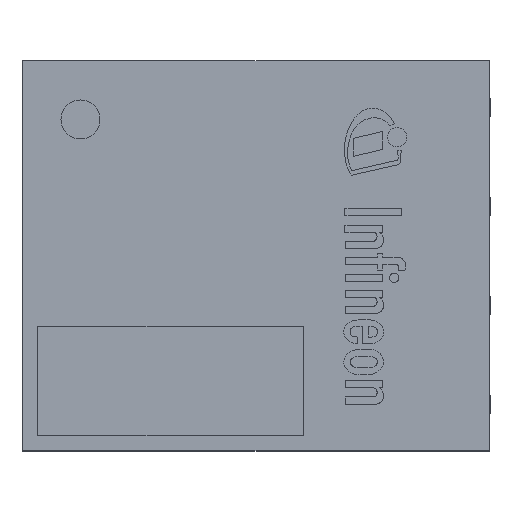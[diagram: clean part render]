
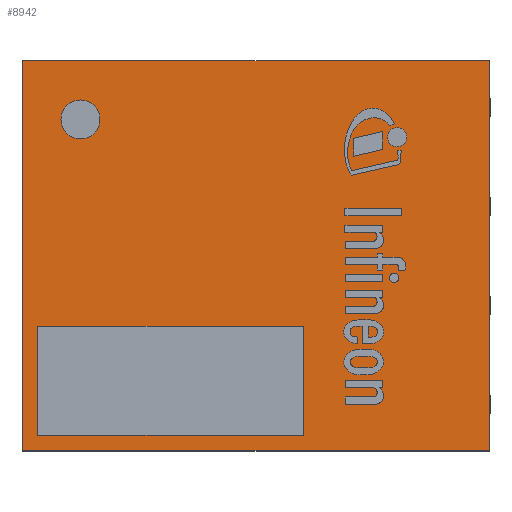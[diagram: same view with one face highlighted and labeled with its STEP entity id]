
A CAD part, top view. The second image highlights one B-rep face of the part: STEP entity #8942.
In plain terms, the highlighted planar face has unit normal (0, 0, 1).
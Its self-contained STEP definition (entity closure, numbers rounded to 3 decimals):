
#301=FACE_BOUND('',#1229,.T.);
#307=PLANE('',#9483);
#716=FACE_OUTER_BOUND('',#1228,.T.);
#1228=EDGE_LOOP('',(#6249,#6250,#6251,#6252));
#1229=EDGE_LOOP('',(#6253));
#1744=LINE('',#12155,#2841);
#1745=LINE('',#12157,#2842);
#1746=LINE('',#12159,#2843);
#1747=LINE('',#12160,#2844);
#2841=VECTOR('',#10014,1.);
#2842=VECTOR('',#10015,1.);
#2843=VECTOR('',#10016,1.);
#2844=VECTOR('',#10017,1.);
#3937=CIRCLE('',#9480,0.25);
#4029=VERTEX_POINT('',#12146);
#4031=VERTEX_POINT('',#12153);
#4032=VERTEX_POINT('',#12154);
#4033=VERTEX_POINT('',#12156);
#4034=VERTEX_POINT('',#12158);
#4907=EDGE_CURVE('',#4029,#4029,#3937,.T.);
#4910=EDGE_CURVE('',#4031,#4032,#1744,.T.);
#4911=EDGE_CURVE('',#4032,#4033,#1745,.T.);
#4912=EDGE_CURVE('',#4033,#4034,#1746,.T.);
#4913=EDGE_CURVE('',#4034,#4031,#1747,.T.);
#6249=ORIENTED_EDGE('',*,*,#4910,.T.);
#6250=ORIENTED_EDGE('',*,*,#4911,.T.);
#6251=ORIENTED_EDGE('',*,*,#4912,.T.);
#6252=ORIENTED_EDGE('',*,*,#4913,.T.);
#6253=ORIENTED_EDGE('',*,*,#4907,.T.);
#8942=ADVANCED_FACE('',(#716,#301),#307,.T.);
#9480=AXIS2_PLACEMENT_3D('',#12147,#10005,#10006);
#9483=AXIS2_PLACEMENT_3D('',#12152,#10012,#10013);
#10005=DIRECTION('center_axis',(0.,0.,-1.));
#10006=DIRECTION('ref_axis',(-1.,0.,0.));
#10012=DIRECTION('center_axis',(0.,0.,1.));
#10013=DIRECTION('ref_axis',(1.,0.,0.));
#10014=DIRECTION('',(0.,1.,0.));
#10015=DIRECTION('',(-1.,0.,0.));
#10016=DIRECTION('',(0.,-1.,0.));
#10017=DIRECTION('',(1.,0.,0.));
#12146=CARTESIAN_POINT('',(-2.,1.75,0.8));
#12147=CARTESIAN_POINT('Origin',(-2.25,1.75,0.8));
#12152=CARTESIAN_POINT('Origin',(0.,0.,
0.8));
#12153=CARTESIAN_POINT('',(2.99,-2.5,0.8));
#12154=CARTESIAN_POINT('',(2.99,2.5,0.8));
#12155=CARTESIAN_POINT('',(2.99,-2.5,0.8));
#12156=CARTESIAN_POINT('',(-2.99,2.5,0.8));
#12157=CARTESIAN_POINT('',(2.99,2.5,0.8));
#12158=CARTESIAN_POINT('',(-2.99,-2.5,0.8));
#12159=CARTESIAN_POINT('',(-2.99,2.5,0.8));
#12160=CARTESIAN_POINT('',(-2.99,-2.5,0.8));
